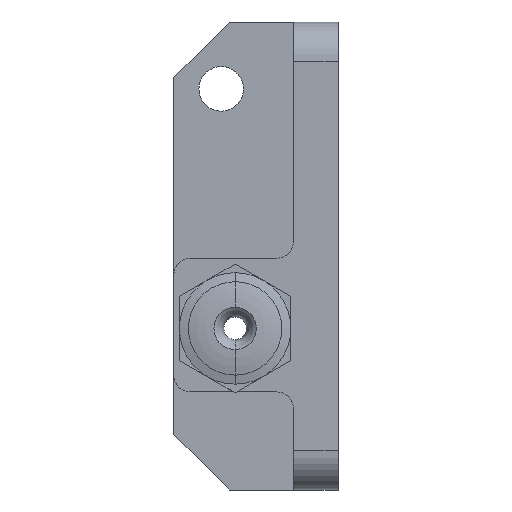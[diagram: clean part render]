
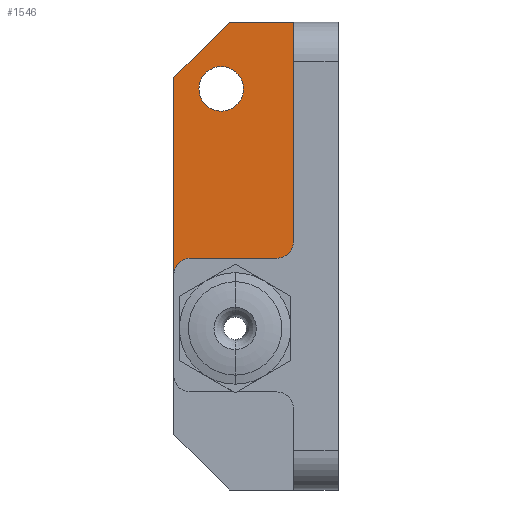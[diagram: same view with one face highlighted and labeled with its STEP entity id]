
A CAD part, left-side view. The second image highlights one B-rep face of the part: STEP entity #1546.
In plain terms, the highlighted planar face has unit normal (-1, 0, 0).
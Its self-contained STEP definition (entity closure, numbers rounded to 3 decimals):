
#5 = VERTEX_POINT ( 'NONE', #35 ) ;
#12 = VERTEX_POINT ( 'NONE', #87 ) ;
#15 = VERTEX_POINT ( 'NONE', #92 ) ;
#16 = VERTEX_POINT ( 'NONE', #91 ) ;
#35 = CARTESIAN_POINT ( 'NONE',  ( -12., 9.75, 21. ) ) ;
#87 = CARTESIAN_POINT ( 'NONE',  ( -12., 5.5, -0.2 ) ) ;
#91 = CARTESIAN_POINT ( 'NONE',  ( -12., 13.25, -0.2 ) ) ;
#92 = CARTESIAN_POINT ( 'NONE',  ( -12., 14.75, 16. ) ) ;
#149 = CARTESIAN_POINT ( 'NONE',  ( -12., 10.5, 17. ) ) ;
#169 = CARTESIAN_POINT ( 'NONE',  ( -12., 10.5, 13. ) ) ;
#321 = CARTESIAN_POINT ( 'NONE',  ( -12., 4., -0.2 ) ) ;
#425 = DIRECTION ( 'NONE',  ( 0., 0., -1. ) ) ;
#439 = PLANE ( 'NONE',  #2381 ) ;
#440 = DIRECTION ( 'NONE',  ( 1., 0., 0. ) ) ;
#445 = CARTESIAN_POINT ( 'NONE',  ( -12., 14.75, -0.2 ) ) ;
#476 = DIRECTION ( 'NONE',  ( 0., 0., 1. ) ) ;
#580 = CARTESIAN_POINT ( 'NONE',  ( -12., 4., 1.3 ) ) ;
#591 = CARTESIAN_POINT ( 'NONE',  ( -12., 4., 21. ) ) ;
#599 = CARTESIAN_POINT ( 'NONE',  ( -12., 14.75, -1.7 ) ) ;
#653 = CIRCLE ( 'NONE', #2420, 2. ) ;
#669 = LINE ( 'NONE', #1425, #676 ) ;
#676 = VECTOR ( 'NONE', #1397, 1000. ) ;
#678 = CIRCLE ( 'NONE', #2453, 2. ) ;
#682 = CIRCLE ( 'NONE', #2423, 1.5 ) ;
#716 = ORIENTED_EDGE ( 'NONE', *, *, #2133, .T. ) ;
#725 = ORIENTED_EDGE ( 'NONE', *, *, #2233, .T. ) ;
#727 = ORIENTED_EDGE ( 'NONE', *, *, #2225, .T. ) ;
#729 = ORIENTED_EDGE ( 'NONE', *, *, #2182, .T. ) ;
#747 = ORIENTED_EDGE ( 'NONE', *, *, #2221, .T. ) ;
#748 = ORIENTED_EDGE ( 'NONE', *, *, #2110, .T. ) ;
#759 = ORIENTED_EDGE ( 'NONE', *, *, #2119, .F. ) ;
#783 = ORIENTED_EDGE ( 'NONE', *, *, #2212, .T. ) ;
#785 = EDGE_LOOP ( 'NONE', ( #747, #725 ) ) ;
#788 = EDGE_LOOP ( 'NONE', ( #759, #783, #1581, #727, #729, #716, #748 ) ) ;
#808 = VERTEX_POINT ( 'NONE', #169 ) ;
#822 = VERTEX_POINT ( 'NONE', #149 ) ;
#990 = FACE_BOUND ( 'NONE', #785, .T. ) ;
#1003 = FACE_OUTER_BOUND ( 'NONE', #788, .T. ) ;
#1009 = CARTESIAN_POINT ( 'NONE',  ( -12., 14.75, -0.2 ) ) ;
#1084 = VECTOR ( 'NONE', #476, 1000. ) ;
#1094 = LINE ( 'NONE', #2606, #1100 ) ;
#1100 = VECTOR ( 'NONE', #2594, 1000. ) ;
#1111 = LINE ( 'NONE', #321, #1084 ) ;
#1121 = LINE ( 'NONE', #1009, #1129 ) ;
#1129 = VECTOR ( 'NONE', #2567, 1000. ) ;
#1166 = CIRCLE ( 'NONE', #2415, 1.5 ) ;
#1267 = VECTOR ( 'NONE', #2554, 1000. ) ;
#1278 = LINE ( 'NONE', #2518, #1267 ) ;
#1397 = DIRECTION ( 'NONE',  ( 0., 0.707, -0.707 ) ) ;
#1402 = CARTESIAN_POINT ( 'NONE',  ( -12., 13.25, -1.7 ) ) ;
#1406 = DIRECTION ( 'NONE',  ( 1., 0., 0. ) ) ;
#1416 = DIRECTION ( 'NONE',  ( 1., 0., 0. ) ) ;
#1420 = DIRECTION ( 'NONE',  ( 0., 0., -1. ) ) ;
#1423 = DIRECTION ( 'NONE',  ( 0., 0., -1. ) ) ;
#1425 = CARTESIAN_POINT ( 'NONE',  ( -12., 14.75, 16. ) ) ;
#1427 = CARTESIAN_POINT ( 'NONE',  ( -12., 10.5, 15. ) ) ;
#1441 = DIRECTION ( 'NONE',  ( 1., 0., 0. ) ) ;
#1471 = CARTESIAN_POINT ( 'NONE',  ( -12., 10.5, 15. ) ) ;
#1472 = DIRECTION ( 'NONE',  ( 0., 0., -1. ) ) ;
#1546 = ADVANCED_FACE ( 'NONE', ( #990, #1003 ), #439, .F. ) ;
#1578 = VERTEX_POINT ( 'NONE', #580 ) ;
#1580 = VERTEX_POINT ( 'NONE', #591 ) ;
#1581 = ORIENTED_EDGE ( 'NONE', *, *, #2106, .F. ) ;
#1711 = VERTEX_POINT ( 'NONE', #599 ) ;
#2106 = EDGE_CURVE ( 'NONE', #1711, #15, #1121, .T. ) ;
#2110 = EDGE_CURVE ( 'NONE', #1578, #1580, #1111, .T. ) ;
#2119 = EDGE_CURVE ( 'NONE', #5, #1580, #1094, .T. ) ;
#2133 = EDGE_CURVE ( 'NONE', #12, #1578, #1166, .T. ) ;
#2182 = EDGE_CURVE ( 'NONE', #16, #12, #1278, .T. ) ;
#2212 = EDGE_CURVE ( 'NONE', #5, #15, #669, .T. ) ;
#2221 = EDGE_CURVE ( 'NONE', #808, #822, #653, .T. ) ;
#2225 = EDGE_CURVE ( 'NONE', #1711, #16, #682, .T. ) ;
#2233 = EDGE_CURVE ( 'NONE', #822, #808, #678, .T. ) ;
#2381 = AXIS2_PLACEMENT_3D ( 'NONE', #445, #440, #425 ) ;
#2415 = AXIS2_PLACEMENT_3D ( 'NONE', #2627, #2635, #2636 ) ;
#2420 = AXIS2_PLACEMENT_3D ( 'NONE', #1427, #1416, #1420 ) ;
#2423 = AXIS2_PLACEMENT_3D ( 'NONE', #1402, #1406, #1423 ) ;
#2453 = AXIS2_PLACEMENT_3D ( 'NONE', #1471, #1441, #1472 ) ;
#2518 = CARTESIAN_POINT ( 'NONE',  ( -12., 14.75, -0.2 ) ) ;
#2554 = DIRECTION ( 'NONE',  ( 0., -1., 0. ) ) ;
#2567 = DIRECTION ( 'NONE',  ( 0., 0., 1. ) ) ;
#2594 = DIRECTION ( 'NONE',  ( 0., -1., 0. ) ) ;
#2606 = CARTESIAN_POINT ( 'NONE',  ( -12., 14.75, 21. ) ) ;
#2627 = CARTESIAN_POINT ( 'NONE',  ( -12., 5.5, 1.3 ) ) ;
#2635 = DIRECTION ( 'NONE',  ( -1., 0., 0. ) ) ;
#2636 = DIRECTION ( 'NONE',  ( 0., 0., -1. ) ) ;
